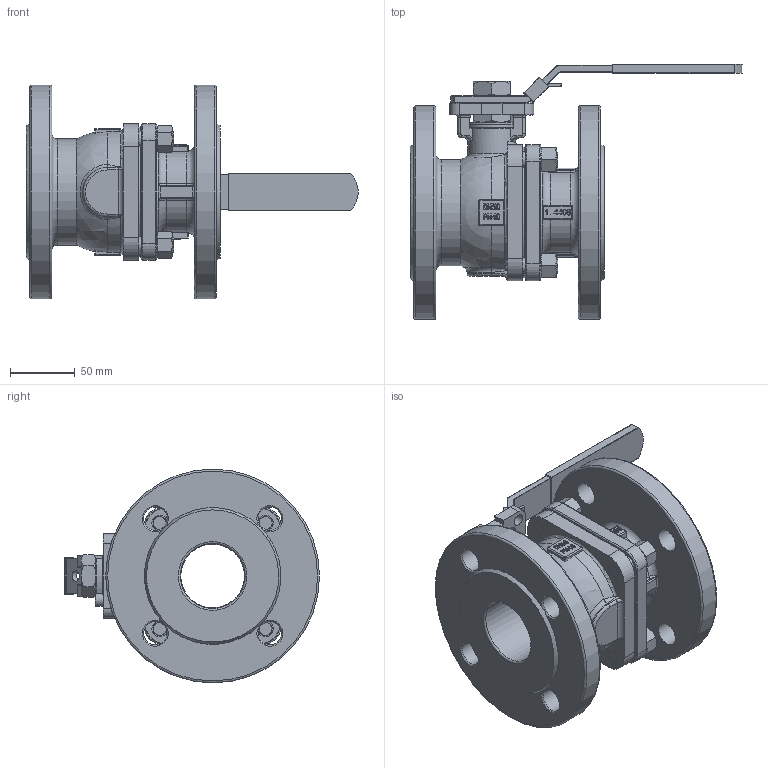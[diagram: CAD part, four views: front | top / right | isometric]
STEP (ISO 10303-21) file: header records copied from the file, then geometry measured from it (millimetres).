
FILE_DESCRIPTION(/* description */ ('Unknown'),/* implementation_level */ '2;1');
FILE_NAME(/* name */ '920_921_930-09',/* time_stamp */ '2020-11-02T09:39:35+01:00',/* author */ ('Unknown'),/* organization */ ('Unknown'),/* preprocessor_version */ 'ST-DEVELOPER v16.7',/* originating_system */ 'Solid Edge',/* authorisation */ 'Unknown');
FILE_SCHEMA (('AUTOMOTIVE_DESIGN {1 0 10303 214 3 1 1}'));
Length unit declared in the file: millimetre
Products named in the file (14): 920_921_930-09; DN50 PN40 KV-L6N概极; DN50 PN40 KV-L6N概裔; 概裝KV-L41+O-Ring; 跡鰍; 評倛粟え; hex jam nut_ai_HJNUT 0.7500-16-D-N; 滅侂菜え; 方口垫圈; 忒梟; M12X39邧芛蹟邡; hexagon nuts grade c gb_GB_FASTENER_NUT_SNC1 M12-N; socket head cap screw_iso_ISO 4762 M6 x 16 --- 16N; hex nut gradec_iso_Hexagon Nut ISO - 4034 - M6 - N
Assembly tree (21 placements, depth 2):
  920_921_930-09
    DN50 PN40 KV-L6N概极
    DN50 PN40 KV-L6N概裔
    概裝KV-L41+O-Ring
    跡鰍
    評倛粟え  x2
    hex jam nut_ai_HJNUT 0.7500-16-D-N  x2
    滅侂菜え
    方口垫圈
    忒梟
    M12X39邧芛蹟邡  x4
    hexagon nuts grade c gb_GB_FASTENER_NUT_SNC1 M12-N  x4
    socket head cap screw_iso_ISO 4762 M6 x 16 --- 16N
    hex nut gradec_iso_Hexagon Nut ISO - 4034 - M6 - N
Bounding box: 256.2 x 196.83 x 165 mm (x, y, z)
Volume: 1315956.7 mm3; surface area: 248652.8 mm2
Topology: 22 solids, 22 shells, 1016 faces, 2542 edges, 1593 vertices
Faces by surface type: plane 527, cylinder 214, bspline 96, cone 91, torus 64, sphere 24
Full cylindrical faces by diameter (mm): 5 x1, 6 x2, 7 x4, 8 x3, 9 x4, 10 x1, 10.106 x4, 10.2 x4, 12 x4, 14 x4, 16.5 x1, 17.462 x2, 18 x8, 19 x3, 19.05 x2, 19.2 x2, 19.5 x1, 25 x3, 25.5 x1, 28 x1, 37 x1, 38.6 x2, 40 x1, 50 x2, 81.8 x2, 83.7 x1, 165 x2
Entity records: 34893 total; most frequent: CARTESIAN_POINT 13196, ORIENTED_EDGE 4402, DIRECTION 4140, EDGE_CURVE 2201, VERTEX_POINT 1444, AXIS2_PLACEMENT_3D 1430, LINE 1280, VECTOR 1280
